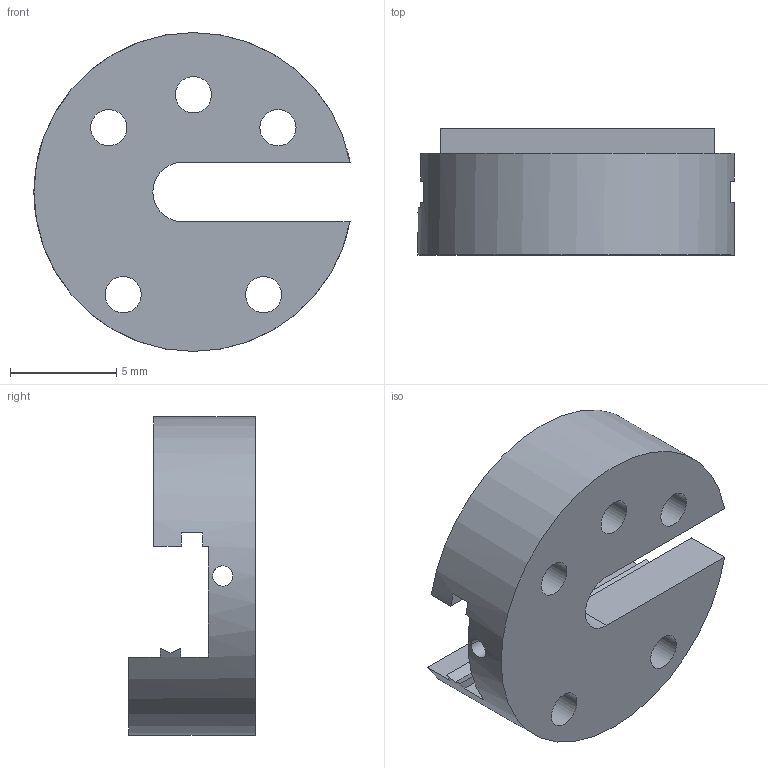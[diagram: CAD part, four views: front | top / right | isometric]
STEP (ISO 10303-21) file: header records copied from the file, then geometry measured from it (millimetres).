
FILE_DESCRIPTION((''),'2;1');
FILE_NAME('HEX_GEAR_PLATE','2008-05-19T',('ghiorso'),(''),'PRO/ENGINEER BY PARAMETRIC TECHNOLOGY CORPORATION, 2006200','PRO/ENGINEER BY PARAMETRIC TECHNOLOGY CORPORATION, 2006200','');
FILE_SCHEMA(('CONFIG_CONTROL_DESIGN'));
Length unit declared in the file: inch
Products named in the file (1): HEX_GEAR_PLATE
Bounding box: 14.85 x 5.94 x 14.99 mm (x, y, z)
Volume: 545.8 mm3; surface area: 826.1 mm2
Topology: 1 solids, 1 shells, 42 faces, 126 edges, 110 vertices
Faces by surface type: cylinder 22, plane 20
Entity records: 1518 total; most frequent: CARTESIAN_POINT 307, DIRECTION 257, ORIENTED_EDGE 216, EDGE_CURVE 108, AXIS2_PLACEMENT_3D 96, VERTEX_POINT 72, VECTOR 65, LINE 65
